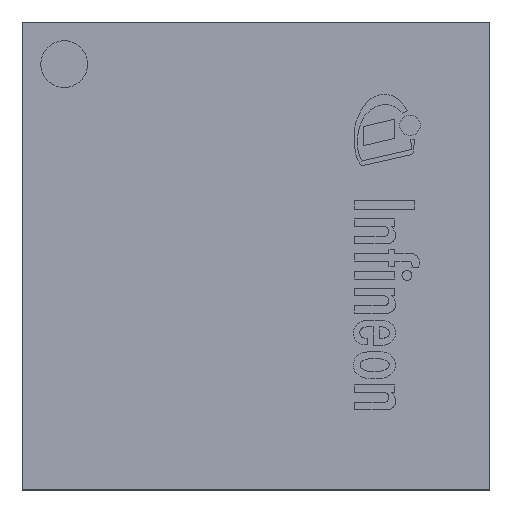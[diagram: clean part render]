
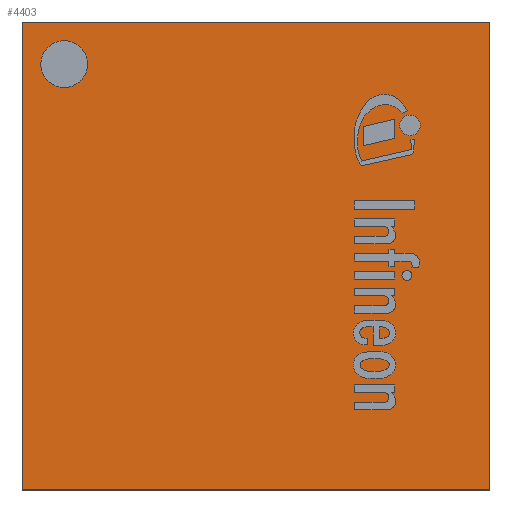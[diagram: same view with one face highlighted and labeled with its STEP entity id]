
A CAD part, top view. The second image highlights one B-rep face of the part: STEP entity #4403.
In plain terms, the highlighted planar face has unit normal (0, 0, 1).
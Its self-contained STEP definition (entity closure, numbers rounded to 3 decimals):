
#133=LINE('',#6057,#702);
#136=LINE('',#6063,#705);
#139=LINE('',#6069,#708);
#142=LINE('',#6073,#711);
#702=VECTOR('',#4966,1.);
#705=VECTOR('',#4971,1.);
#708=VECTOR('',#4976,1.);
#711=VECTOR('',#4981,1.);
#1275=PLANE('',#4701);
#1512=FACE_BOUND('',#1821,.T.);
#1553=FACE_OUTER_BOUND('',#1820,.T.);
#1820=EDGE_LOOP('',(#3179,#3180,#3181,#3182));
#1821=EDGE_LOOP('',(#3183));
#2113=CIRCLE('',#4693,0.25);
#2125=VERTEX_POINT('',#6045);
#2129=VERTEX_POINT('',#6054);
#2130=VERTEX_POINT('',#6056);
#2132=VERTEX_POINT('',#6062);
#2134=VERTEX_POINT('',#6068);
#2539=EDGE_CURVE('',#2125,#2125,#2113,.T.);
#2543=EDGE_CURVE('',#2130,#2129,#133,.T.);
#2546=EDGE_CURVE('',#2132,#2130,#136,.T.);
#2549=EDGE_CURVE('',#2134,#2132,#139,.T.);
#2552=EDGE_CURVE('',#2129,#2134,#142,.T.);
#3179=ORIENTED_EDGE('',*,*,#2552,.T.);
#3180=ORIENTED_EDGE('',*,*,#2549,.T.);
#3181=ORIENTED_EDGE('',*,*,#2546,.T.);
#3182=ORIENTED_EDGE('',*,*,#2543,.T.);
#3183=ORIENTED_EDGE('',*,*,#2539,.T.);
#4403=ADVANCED_FACE('',(#1553,#1512),#1275,.T.);
#4693=AXIS2_PLACEMENT_3D('',#6046,#4956,#4957);
#4701=AXIS2_PLACEMENT_3D('',#6075,#4984,#4985);
#4956=DIRECTION('center_axis',(0.,0.,-1.));
#4957=DIRECTION('ref_axis',(0.,1.,0.));
#4966=DIRECTION('',(1.,0.,0.));
#4971=DIRECTION('',(0.,-1.,0.));
#4976=DIRECTION('',(-1.,0.,0.));
#4981=DIRECTION('',(0.,1.,0.));
#4984=DIRECTION('center_axis',(0.,0.,1.));
#4985=DIRECTION('ref_axis',(0.,-1.,0.));
#6045=CARTESIAN_POINT('',(-2.05,1.8,1.01));
#6046=CARTESIAN_POINT('Origin',(-2.05,2.05,1.01));
#6054=CARTESIAN_POINT('',(2.5,-2.5,1.01));
#6056=CARTESIAN_POINT('',(-2.5,-2.5,1.01));
#6057=CARTESIAN_POINT('',(2.5,-2.5,1.01));
#6062=CARTESIAN_POINT('',(-2.5,2.5,1.01));
#6063=CARTESIAN_POINT('',(-2.5,-2.5,1.01));
#6068=CARTESIAN_POINT('',(2.5,2.5,1.01));
#6069=CARTESIAN_POINT('',(-2.5,2.5,1.01));
#6073=CARTESIAN_POINT('',(2.5,2.5,1.01));
#6075=CARTESIAN_POINT('Origin',(0.,0.,
1.01));
